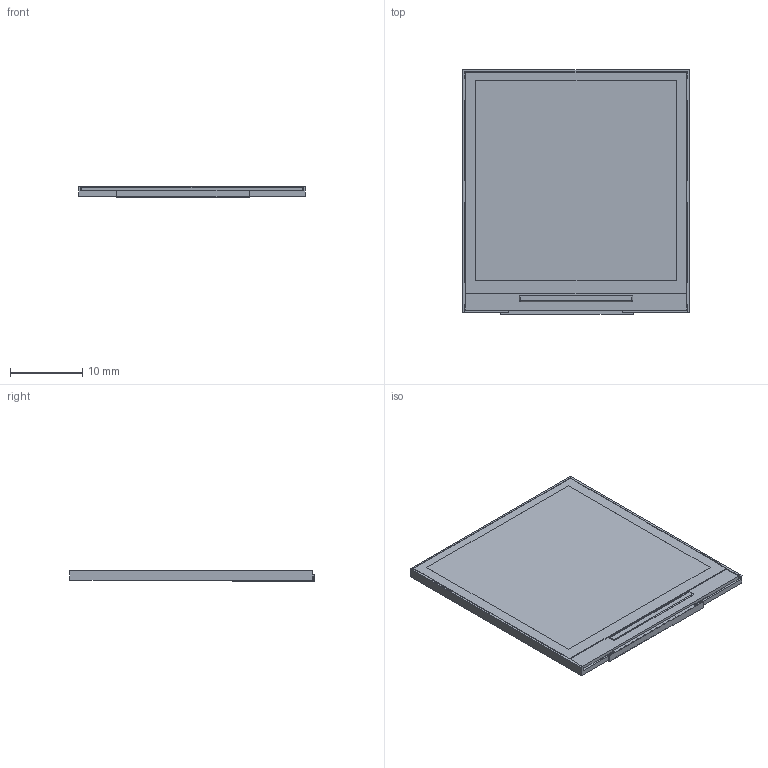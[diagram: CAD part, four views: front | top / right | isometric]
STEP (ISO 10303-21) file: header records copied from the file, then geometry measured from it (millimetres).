
FILE_DESCRIPTION(/* description */ (''),/* implementation_level */ '2;1');
FILE_NAME(/* name */ 'LCD1.step',/* time_stamp */ '2023-07-07T02:04:22+08:00',/* author */ (''),/* organization */ (''),/* preprocessor_version */ 'ST-DEVELOPER v19.2',/* originating_system */ 'Autodesk Translation Framework v12.6.0.85',/* authorisation */ '');
FILE_SCHEMA (('AUTOMOTIVE_DESIGN { 1 0 10303 214 3 1 1 }'));
Length unit declared in the file: millimetre
Products named in the file (3): LCD1; LCD_1.54_240X240_12PIN_P0.7; SOLID (1)
Assembly tree (2 placements, depth 3):
  LCD1
    LCD_1.54_240X240_12PIN_P0.7
      SOLID (1)
Bounding box: 31.39 x 33.78 x 1.54 mm (x, y, z)
Volume: 1440.7 mm3; surface area: 3077 mm2
Topology: 1 solids, 21 shells, 338 faces, 862 edges, 566 vertices
Faces by surface type: plane 274, bspline 45, cylinder 15, sphere 4
Entity records: 12276 total; most frequent: CARTESIAN_POINT 4100, ORIENTED_EDGE 1716, DIRECTION 1394, EDGE_CURVE 858, LINE 738, VECTOR 738, VERTEX_POINT 566, EDGE_LOOP 356
